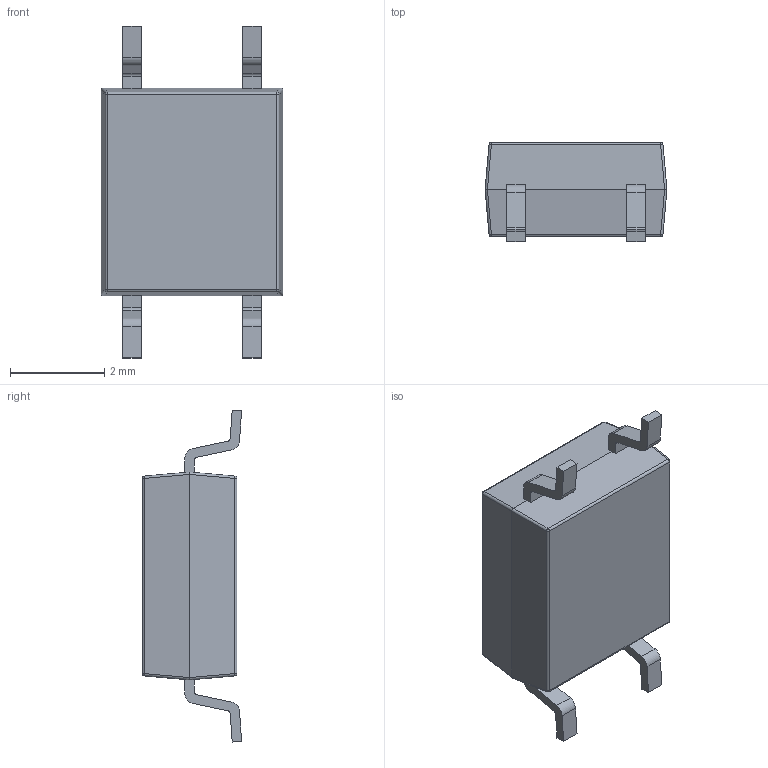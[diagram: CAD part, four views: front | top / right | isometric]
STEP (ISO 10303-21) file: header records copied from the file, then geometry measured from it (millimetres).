
FILE_DESCRIPTION (( 'STEP AP214' ), '1' );
FILE_NAME ('LTV-357T.STEP', '2016-01-28T06:25:20', ( '' ), ( '' ), 'SwSTEP 2.0', 'SolidWorks 2015', '' );
FILE_SCHEMA (( 'AUTOMOTIVE_DESIGN' ));
Length unit declared in the file: millimetre
Products named in the file (1): LTV-357T
Bounding box: 3.85 x 2.1 x 7.03 mm (x, y, z)
Volume: 33.1 mm3; surface area: 72.5 mm2
Topology: 1 solids, 1 shells, 89 faces, 234 edges, 140 vertices
Faces by surface type: plane 47, cylinder 34, sphere 8
Entity records: 3283 total; most frequent: CARTESIAN_POINT 468, DIRECTION 462, ORIENTED_EDGE 452, EDGE_CURVE 226, LINE 162, VECTOR 162, AXIS2_PLACEMENT_3D 150, VERTEX_POINT 140
